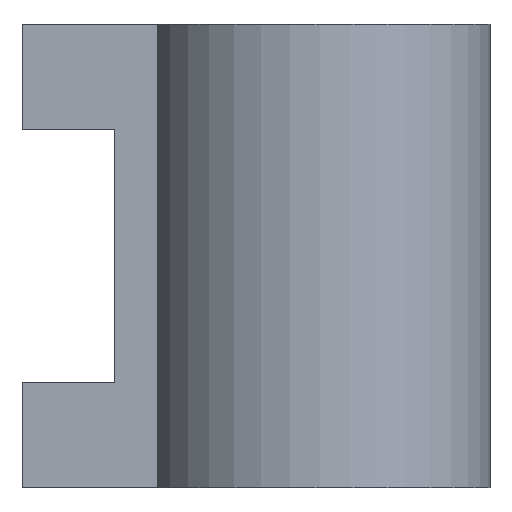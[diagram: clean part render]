
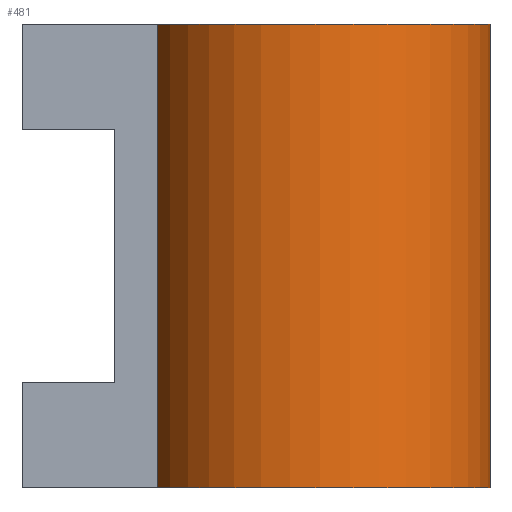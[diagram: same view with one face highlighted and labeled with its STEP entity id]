
A CAD part, left-side view. The second image highlights one B-rep face of the part: STEP entity #481.
In plain terms, the highlighted cylindrical face has radius 11.15 mm (diameter 22.3 mm), a partial arc.
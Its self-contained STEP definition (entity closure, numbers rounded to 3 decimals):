
#69=FACE_OUTER_BOUND('',#102,.T.);
#102=EDGE_LOOP('',(#412,#413,#414,#415));
#137=LINE('',#866,#176);
#146=LINE('',#889,#185);
#176=VECTOR('',#656,10.);
#185=VECTOR('',#679,10.);
#207=CIRCLE('',#550,11.15);
#208=CIRCLE('',#551,11.15);
#243=VERTEX_POINT('',#862);
#245=VERTEX_POINT('',#865);
#251=VERTEX_POINT('',#886);
#252=VERTEX_POINT('',#888);
#301=EDGE_CURVE('',#245,#243,#137,.T.);
#312=EDGE_CURVE('',#251,#243,#207,.T.);
#313=EDGE_CURVE('',#251,#252,#146,.T.);
#314=EDGE_CURVE('',#252,#245,#208,.T.);
#412=ORIENTED_EDGE('',*,*,#301,.T.);
#413=ORIENTED_EDGE('',*,*,#312,.F.);
#414=ORIENTED_EDGE('',*,*,#313,.T.);
#415=ORIENTED_EDGE('',*,*,#314,.T.);
#457=CYLINDRICAL_SURFACE('',#549,11.15);
#481=ADVANCED_FACE('',(#69),#457,.T.);
#549=AXIS2_PLACEMENT_3D('',#885,#675,#676);
#550=AXIS2_PLACEMENT_3D('',#887,#677,#678);
#551=AXIS2_PLACEMENT_3D('',#890,#680,#681);
#656=DIRECTION('',(0.,0.,1.));
#675=DIRECTION('center_axis',(0.,0.,1.));
#676=DIRECTION('ref_axis',(-0.86,-0.51,0.));
#677=DIRECTION('center_axis',(0.,0.,1.));
#678=DIRECTION('ref_axis',(1.,0.,0.));
#679=DIRECTION('',(0.,0.,-1.));
#680=DIRECTION('center_axis',(0.,0.,1.));
#681=DIRECTION('ref_axis',(1.,0.,0.));
#862=CARTESIAN_POINT('',(7.216,-8.5,30.));
#865=CARTESIAN_POINT('',(7.216,-8.5,0.));
#866=CARTESIAN_POINT('',(7.216,-8.5,0.));
#885=CARTESIAN_POINT('Origin',(0.,0.,0.));
#886=CARTESIAN_POINT('',(-4.,10.408,30.));
#887=CARTESIAN_POINT('Origin',(0.,0.,30.));
#888=CARTESIAN_POINT('',(-4.,10.408,0.));
#889=CARTESIAN_POINT('',(-4.,10.408,0.));
#890=CARTESIAN_POINT('Origin',(0.,0.,0.));
